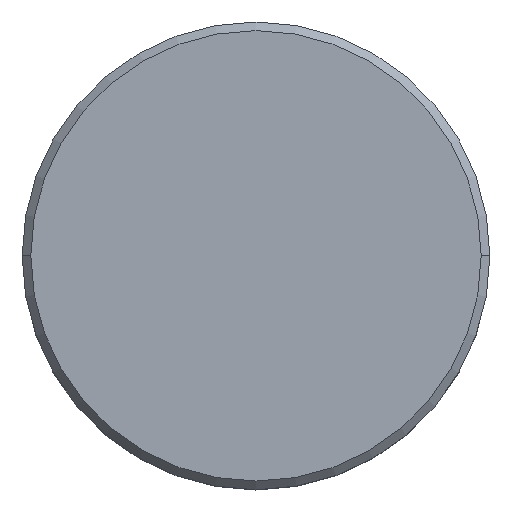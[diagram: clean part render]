
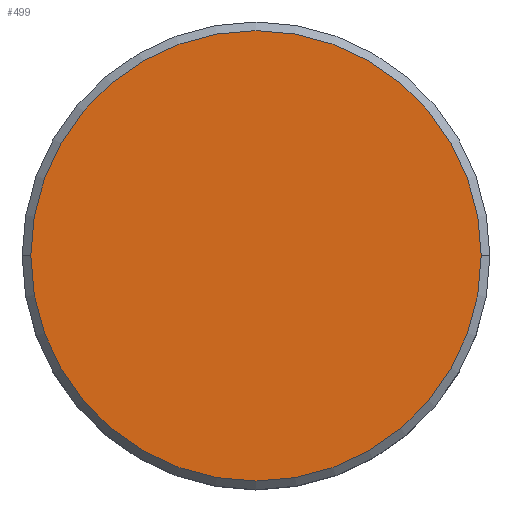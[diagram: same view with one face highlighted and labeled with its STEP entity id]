
A CAD part, top view. The second image highlights one B-rep face of the part: STEP entity #499.
In plain terms, the highlighted planar face has unit normal (0, 0, 1).
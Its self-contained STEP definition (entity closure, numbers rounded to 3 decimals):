
#23 = DIRECTION ( 'NONE',  ( 1., 0., 0. ) ) ;
#49 = DIRECTION ( 'NONE',  ( 1., 0., 0. ) ) ;
#61 = AXIS2_PLACEMENT_3D ( 'NONE', #490, #498, #358 ) ;
#78 = CIRCLE ( 'NONE', #295, 13. ) ;
#161 = CARTESIAN_POINT ( 'NONE',  ( 0., 0., 0. ) ) ;
#203 = EDGE_CURVE ( 'NONE', #312, #407, #78, .T. ) ;
#230 = PLANE ( 'NONE',  #61 ) ;
#240 = AXIS2_PLACEMENT_3D ( 'NONE', #161, #597, #23 ) ;
#241 = CARTESIAN_POINT ( 'NONE',  ( 0., 0., 0. ) ) ;
#292 = DIRECTION ( 'NONE',  ( 0., 0., 1. ) ) ;
#295 = AXIS2_PLACEMENT_3D ( 'NONE', #241, #292, #49 ) ;
#312 = VERTEX_POINT ( 'NONE', #487 ) ;
#358 = DIRECTION ( 'NONE',  ( 1., 0., 0. ) ) ;
#362 = CARTESIAN_POINT ( 'NONE',  ( 13., 0., 0. ) ) ;
#402 = EDGE_CURVE ( 'NONE', #407, #312, #518, .T. ) ;
#404 = FACE_OUTER_BOUND ( 'NONE', #446, .T. ) ;
#407 = VERTEX_POINT ( 'NONE', #362 ) ;
#415 = ORIENTED_EDGE ( 'NONE', *, *, #203, .T. ) ;
#446 = EDGE_LOOP ( 'NONE', ( #415, #579 ) ) ;
#487 = CARTESIAN_POINT ( 'NONE',  ( -13., 0., 0. ) ) ;
#490 = CARTESIAN_POINT ( 'NONE',  ( 0., 0., 0. ) ) ;
#498 = DIRECTION ( 'NONE',  ( 0., 0., 1. ) ) ;
#499 = ADVANCED_FACE ( 'NONE', ( #404 ), #230, .T. ) ;
#518 = CIRCLE ( 'NONE', #240, 13. ) ;
#579 = ORIENTED_EDGE ( 'NONE', *, *, #402, .T. ) ;
#597 = DIRECTION ( 'NONE',  ( 0., 0., 1. ) ) ;
